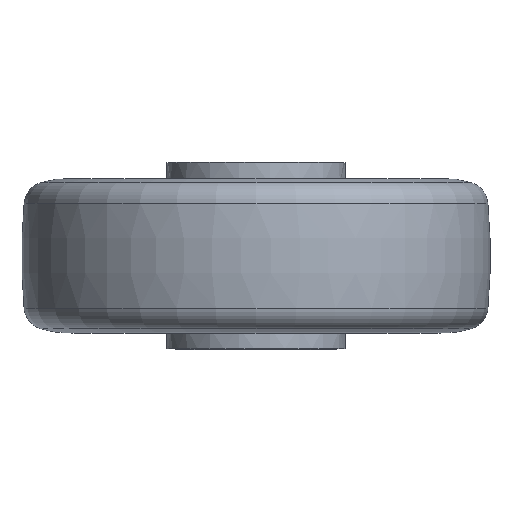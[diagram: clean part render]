
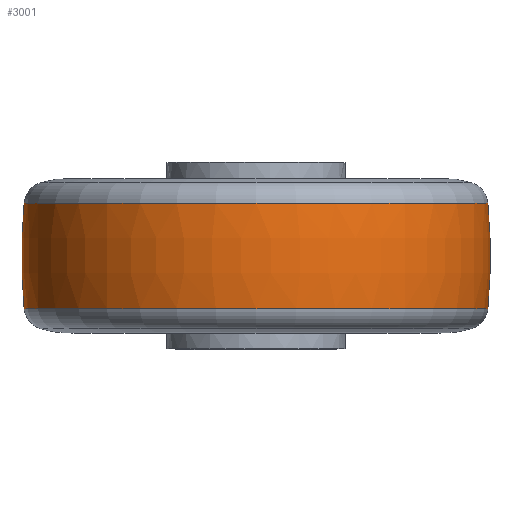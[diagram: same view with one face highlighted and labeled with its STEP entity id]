
A CAD part, front view. The second image highlights one B-rep face of the part: STEP entity #3001.
In plain terms, the highlighted toroidal (fillet/blend) face has major radius 75 mm and minor radius 125 mm.
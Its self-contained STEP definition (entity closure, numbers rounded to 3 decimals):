
#334 = CIRCLE ( 'NONE', #6384, 125. ) ;
#354 = AXIS2_PLACEMENT_3D ( 'NONE', #8701, #5998, #5237 ) ;
#403 = AXIS2_PLACEMENT_3D ( 'NONE', #1208, #623, #5655 ) ;
#623 = DIRECTION ( 'NONE',  ( 0., 0., 1. ) ) ;
#1067 = EDGE_CURVE ( 'NONE', #4627, #4347, #6883, .T. ) ;
#1207 = VERTEX_POINT ( 'NONE', #9109 ) ;
#1208 = CARTESIAN_POINT ( 'NONE',  ( 21.569, 43.366, -11.255 ) ) ;
#1284 = ORIENTED_EDGE ( 'NONE', *, *, #3650, .T. ) ;
#1573 = TOROIDAL_SURFACE ( 'NONE', #6323, -75., 125. ) ;
#1954 = DIRECTION ( 'NONE',  ( 0., -1., 0. ) ) ;
#2165 = DIRECTION ( 'NONE',  ( 1., 0., 0. ) ) ;
#2678 = DIRECTION ( 'NONE',  ( 0., 0., 1. ) ) ;
#3001 = ADVANCED_FACE ( 'NONE', ( #6351 ), #1573, .T. ) ;
#3533 = DIRECTION ( 'NONE',  ( -1., 0., 0. ) ) ;
#3650 = EDGE_CURVE ( 'NONE', #6645, #1207, #334, .T. ) ;
#3716 = ORIENTED_EDGE ( 'NONE', *, *, #5779, .F. ) ;
#4347 = VERTEX_POINT ( 'NONE', #5785 ) ;
#4627 = VERTEX_POINT ( 'NONE', #8350 ) ;
#5144 = DIRECTION ( 'NONE',  ( 1., 0., 0. ) ) ;
#5237 = DIRECTION ( 'NONE',  ( 1., 0., 0. ) ) ;
#5425 = EDGE_CURVE ( 'NONE', #4627, #6645, #6251, .T. ) ;
#5578 = CARTESIAN_POINT ( 'NONE',  ( 21.569, 43.366, 0. ) ) ;
#5655 = DIRECTION ( 'NONE',  ( 1., 0., 0. ) ) ;
#5779 = EDGE_CURVE ( 'NONE', #4347, #1207, #6403, .T. ) ;
#5785 = CARTESIAN_POINT ( 'NONE',  ( -27.924, 43.366, 11.255 ) ) ;
#5998 = DIRECTION ( 'NONE',  ( 0., 0., 1. ) ) ;
#6251 = CIRCLE ( 'NONE', #403, 49.492 ) ;
#6323 = AXIS2_PLACEMENT_3D ( 'NONE', #5578, #2678, #2165 ) ;
#6351 = FACE_OUTER_BOUND ( 'NONE', #9332, .T. ) ;
#6384 = AXIS2_PLACEMENT_3D ( 'NONE', #7711, #1954, #3533 ) ;
#6403 = CIRCLE ( 'NONE', #354, 49.492 ) ;
#6445 = CARTESIAN_POINT ( 'NONE',  ( 71.061, 43.366, -11.255 ) ) ;
#6645 = VERTEX_POINT ( 'NONE', #6445 ) ;
#6655 = CARTESIAN_POINT ( 'NONE',  ( 96.569, 43.366, 0. ) ) ;
#6883 = CIRCLE ( 'NONE', #7278, 125. ) ;
#7278 = AXIS2_PLACEMENT_3D ( 'NONE', #6655, #8674, #5144 ) ;
#7520 = ORIENTED_EDGE ( 'NONE', *, *, #1067, .F. ) ;
#7711 = CARTESIAN_POINT ( 'NONE',  ( -53.431, 43.366, 0. ) ) ;
#8350 = CARTESIAN_POINT ( 'NONE',  ( -27.924, 43.366, -11.255 ) ) ;
#8674 = DIRECTION ( 'NONE',  ( 0., 1., 0. ) ) ;
#8701 = CARTESIAN_POINT ( 'NONE',  ( 21.569, 43.366, 11.255 ) ) ;
#8718 = ORIENTED_EDGE ( 'NONE', *, *, #5425, .T. ) ;
#9109 = CARTESIAN_POINT ( 'NONE',  ( 71.061, 43.366, 11.255 ) ) ;
#9332 = EDGE_LOOP ( 'NONE', ( #7520, #8718, #1284, #3716 ) ) ;
